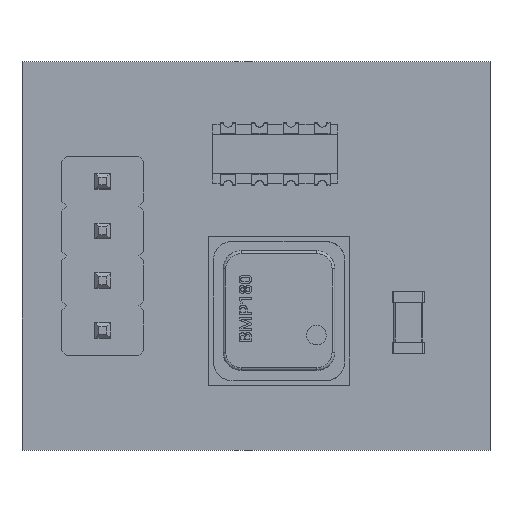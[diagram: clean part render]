
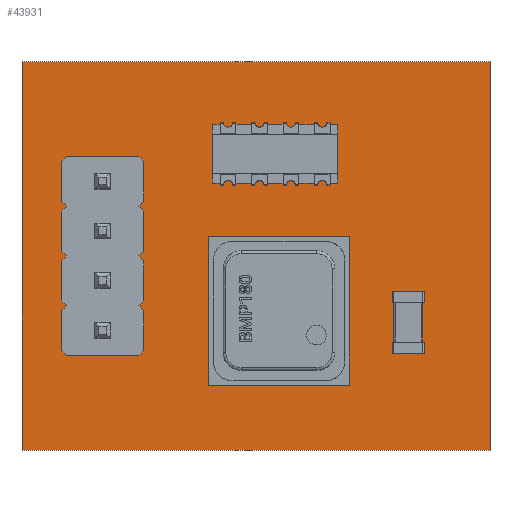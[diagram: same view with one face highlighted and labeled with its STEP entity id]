
A CAD part, top view. The second image highlights one B-rep face of the part: STEP entity #43931.
In plain terms, the highlighted planar face has unit normal (0, 0, 1).
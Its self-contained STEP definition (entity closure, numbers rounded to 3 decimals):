
#43520 = VERTEX_POINT('',#43521);
#43521 = CARTESIAN_POINT('',(18.542,-31.75,1.6));
#43528 = PLANE('',#43529);
#43529 = AXIS2_PLACEMENT_3D('',#43530,#43531,#43532);
#43530 = CARTESIAN_POINT('',(18.542,-31.75,0.));
#43531 = DIRECTION('',(1.,0.,-0.));
#43532 = DIRECTION('',(0.,-1.,0.));
#43540 = PLANE('',#43541);
#43541 = AXIS2_PLACEMENT_3D('',#43542,#43543,#43544);
#43542 = CARTESIAN_POINT('',(30.48,-31.75,0.));
#43543 = DIRECTION('',(0.,-1.,0.));
#43544 = DIRECTION('',(-1.,0.,0.));
#43552 = EDGE_CURVE('',#43520,#43553,#43555,.T.);
#43553 = VERTEX_POINT('',#43554);
#43554 = CARTESIAN_POINT('',(18.542,-41.656,1.6));
#43555 = SURFACE_CURVE('',#43556,(#43560,#43567),.PCURVE_S1.);
#43556 = LINE('',#43557,#43558);
#43557 = CARTESIAN_POINT('',(18.542,-31.75,1.6));
#43558 = VECTOR('',#43559,1.);
#43559 = DIRECTION('',(0.,-1.,0.));
#43560 = PCURVE('',#43528,#43561);
#43561 = DEFINITIONAL_REPRESENTATION('',(#43562),#43566);
#43562 = LINE('',#43563,#43564);
#43563 = CARTESIAN_POINT('',(0.,-1.6));
#43564 = VECTOR('',#43565,1.);
#43565 = DIRECTION('',(1.,0.));
#43566 = ( GEOMETRIC_REPRESENTATION_CONTEXT(2) 
PARAMETRIC_REPRESENTATION_CONTEXT() REPRESENTATION_CONTEXT('2D SPACE',''
  ) );
#43567 = PCURVE('',#43568,#43573);
#43568 = PLANE('',#43569);
#43569 = AXIS2_PLACEMENT_3D('',#43570,#43571,#43572);
#43570 = CARTESIAN_POINT('',(24.511,-36.703,1.6));
#43571 = DIRECTION('',(0.,0.,1.));
#43572 = DIRECTION('',(1.,0.,-0.));
#43573 = DEFINITIONAL_REPRESENTATION('',(#43574),#43578);
#43574 = LINE('',#43575,#43576);
#43575 = CARTESIAN_POINT('',(-5.969,4.953));
#43576 = VECTOR('',#43577,1.);
#43577 = DIRECTION('',(0.,-1.));
#43578 = ( GEOMETRIC_REPRESENTATION_CONTEXT(2) 
PARAMETRIC_REPRESENTATION_CONTEXT() REPRESENTATION_CONTEXT('2D SPACE',''
  ) );
#43596 = PLANE('',#43597);
#43597 = AXIS2_PLACEMENT_3D('',#43598,#43599,#43600);
#43598 = CARTESIAN_POINT('',(18.542,-41.656,0.));
#43599 = DIRECTION('',(0.,1.,0.));
#43600 = DIRECTION('',(1.,0.,0.));
#43640 = VERTEX_POINT('',#43641);
#43641 = CARTESIAN_POINT('',(30.48,-31.75,1.6));
#43655 = PLANE('',#43656);
#43656 = AXIS2_PLACEMENT_3D('',#43657,#43658,#43659);
#43657 = CARTESIAN_POINT('',(30.48,-41.656,0.));
#43658 = DIRECTION('',(-1.,0.,0.));
#43659 = DIRECTION('',(0.,1.,0.));
#43667 = EDGE_CURVE('',#43640,#43520,#43668,.T.);
#43668 = SURFACE_CURVE('',#43669,(#43673,#43680),.PCURVE_S1.);
#43669 = LINE('',#43670,#43671);
#43670 = CARTESIAN_POINT('',(30.48,-31.75,1.6));
#43671 = VECTOR('',#43672,1.);
#43672 = DIRECTION('',(-1.,0.,0.));
#43673 = PCURVE('',#43540,#43674);
#43674 = DEFINITIONAL_REPRESENTATION('',(#43675),#43679);
#43675 = LINE('',#43676,#43677);
#43676 = CARTESIAN_POINT('',(0.,-1.6));
#43677 = VECTOR('',#43678,1.);
#43678 = DIRECTION('',(1.,0.));
#43679 = ( GEOMETRIC_REPRESENTATION_CONTEXT(2) 
PARAMETRIC_REPRESENTATION_CONTEXT() REPRESENTATION_CONTEXT('2D SPACE',''
  ) );
#43680 = PCURVE('',#43568,#43681);
#43681 = DEFINITIONAL_REPRESENTATION('',(#43682),#43686);
#43682 = LINE('',#43683,#43684);
#43683 = CARTESIAN_POINT('',(5.969,4.953));
#43684 = VECTOR('',#43685,1.);
#43685 = DIRECTION('',(-1.,0.));
#43686 = ( GEOMETRIC_REPRESENTATION_CONTEXT(2) 
PARAMETRIC_REPRESENTATION_CONTEXT() REPRESENTATION_CONTEXT('2D SPACE',''
  ) );
#43714 = EDGE_CURVE('',#43553,#43715,#43717,.T.);
#43715 = VERTEX_POINT('',#43716);
#43716 = CARTESIAN_POINT('',(30.48,-41.656,1.6));
#43717 = SURFACE_CURVE('',#43718,(#43722,#43729),.PCURVE_S1.);
#43718 = LINE('',#43719,#43720);
#43719 = CARTESIAN_POINT('',(18.542,-41.656,1.6));
#43720 = VECTOR('',#43721,1.);
#43721 = DIRECTION('',(1.,0.,0.));
#43722 = PCURVE('',#43596,#43723);
#43723 = DEFINITIONAL_REPRESENTATION('',(#43724),#43728);
#43724 = LINE('',#43725,#43726);
#43725 = CARTESIAN_POINT('',(0.,-1.6));
#43726 = VECTOR('',#43727,1.);
#43727 = DIRECTION('',(1.,0.));
#43728 = ( GEOMETRIC_REPRESENTATION_CONTEXT(2) 
PARAMETRIC_REPRESENTATION_CONTEXT() REPRESENTATION_CONTEXT('2D SPACE',''
  ) );
#43729 = PCURVE('',#43568,#43730);
#43730 = DEFINITIONAL_REPRESENTATION('',(#43731),#43735);
#43731 = LINE('',#43732,#43733);
#43732 = CARTESIAN_POINT('',(-5.969,-4.953));
#43733 = VECTOR('',#43734,1.);
#43734 = DIRECTION('',(1.,0.));
#43735 = ( GEOMETRIC_REPRESENTATION_CONTEXT(2) 
PARAMETRIC_REPRESENTATION_CONTEXT() REPRESENTATION_CONTEXT('2D SPACE',''
  ) );
#43827 = CYLINDRICAL_SURFACE('',#43828,0.325);
#43828 = AXIS2_PLACEMENT_3D('',#43829,#43830,#43831);
#43829 = CARTESIAN_POINT('',(20.6,-38.61,-0.8));
#43830 = DIRECTION('',(0.,0.,1.));
#43831 = DIRECTION('',(1.,0.,-0.));
#43858 = CYLINDRICAL_SURFACE('',#43859,0.325);
#43859 = AXIS2_PLACEMENT_3D('',#43860,#43861,#43862);
#43860 = CARTESIAN_POINT('',(20.6,-37.34,-0.8));
#43861 = DIRECTION('',(0.,0.,1.));
#43862 = DIRECTION('',(1.,0.,-0.));
#43889 = CYLINDRICAL_SURFACE('',#43890,0.325);
#43890 = AXIS2_PLACEMENT_3D('',#43891,#43892,#43893);
#43891 = CARTESIAN_POINT('',(20.6,-36.07,-0.8));
#43892 = DIRECTION('',(0.,0.,1.));
#43893 = DIRECTION('',(1.,0.,-0.));
#43920 = CYLINDRICAL_SURFACE('',#43921,0.325);
#43921 = AXIS2_PLACEMENT_3D('',#43922,#43923,#43924);
#43922 = CARTESIAN_POINT('',(20.6,-34.8,-0.8));
#43923 = DIRECTION('',(0.,0.,1.));
#43924 = DIRECTION('',(1.,0.,-0.));
#43931 = ADVANCED_FACE('',(#43932,#43958,#43984,#44010,#44036),#43568,
  .T.);
#43932 = FACE_BOUND('',#43933,.T.);
#43933 = EDGE_LOOP('',(#43934,#43935,#43936,#43957));
#43934 = ORIENTED_EDGE('',*,*,#43552,.T.);
#43935 = ORIENTED_EDGE('',*,*,#43714,.T.);
#43936 = ORIENTED_EDGE('',*,*,#43937,.T.);
#43937 = EDGE_CURVE('',#43715,#43640,#43938,.T.);
#43938 = SURFACE_CURVE('',#43939,(#43943,#43950),.PCURVE_S1.);
#43939 = LINE('',#43940,#43941);
#43940 = CARTESIAN_POINT('',(30.48,-41.656,1.6));
#43941 = VECTOR('',#43942,1.);
#43942 = DIRECTION('',(0.,1.,0.));
#43943 = PCURVE('',#43568,#43944);
#43944 = DEFINITIONAL_REPRESENTATION('',(#43945),#43949);
#43945 = LINE('',#43946,#43947);
#43946 = CARTESIAN_POINT('',(5.969,-4.953));
#43947 = VECTOR('',#43948,1.);
#43948 = DIRECTION('',(0.,1.));
#43949 = ( GEOMETRIC_REPRESENTATION_CONTEXT(2) 
PARAMETRIC_REPRESENTATION_CONTEXT() REPRESENTATION_CONTEXT('2D SPACE',''
  ) );
#43950 = PCURVE('',#43655,#43951);
#43951 = DEFINITIONAL_REPRESENTATION('',(#43952),#43956);
#43952 = LINE('',#43953,#43954);
#43953 = CARTESIAN_POINT('',(0.,-1.6));
#43954 = VECTOR('',#43955,1.);
#43955 = DIRECTION('',(1.,0.));
#43956 = ( GEOMETRIC_REPRESENTATION_CONTEXT(2) 
PARAMETRIC_REPRESENTATION_CONTEXT() REPRESENTATION_CONTEXT('2D SPACE',''
  ) );
#43957 = ORIENTED_EDGE('',*,*,#43667,.T.);
#43958 = FACE_BOUND('',#43959,.T.);
#43959 = EDGE_LOOP('',(#43960));
#43960 = ORIENTED_EDGE('',*,*,#43961,.F.);
#43961 = EDGE_CURVE('',#43962,#43962,#43964,.T.);
#43962 = VERTEX_POINT('',#43963);
#43963 = CARTESIAN_POINT('',(20.925,-38.61,1.6));
#43964 = SURFACE_CURVE('',#43965,(#43970,#43977),.PCURVE_S1.);
#43965 = CIRCLE('',#43966,0.325);
#43966 = AXIS2_PLACEMENT_3D('',#43967,#43968,#43969);
#43967 = CARTESIAN_POINT('',(20.6,-38.61,1.6));
#43968 = DIRECTION('',(0.,0.,1.));
#43969 = DIRECTION('',(1.,0.,-0.));
#43970 = PCURVE('',#43568,#43971);
#43971 = DEFINITIONAL_REPRESENTATION('',(#43972),#43976);
#43972 = CIRCLE('',#43973,0.325);
#43973 = AXIS2_PLACEMENT_2D('',#43974,#43975);
#43974 = CARTESIAN_POINT('',(-3.911,-1.907));
#43975 = DIRECTION('',(1.,0.));
#43976 = ( GEOMETRIC_REPRESENTATION_CONTEXT(2) 
PARAMETRIC_REPRESENTATION_CONTEXT() REPRESENTATION_CONTEXT('2D SPACE',''
  ) );
#43977 = PCURVE('',#43827,#43978);
#43978 = DEFINITIONAL_REPRESENTATION('',(#43979),#43983);
#43979 = LINE('',#43980,#43981);
#43980 = CARTESIAN_POINT('',(0.,2.4));
#43981 = VECTOR('',#43982,1.);
#43982 = DIRECTION('',(1.,0.));
#43983 = ( GEOMETRIC_REPRESENTATION_CONTEXT(2) 
PARAMETRIC_REPRESENTATION_CONTEXT() REPRESENTATION_CONTEXT('2D SPACE',''
  ) );
#43984 = FACE_BOUND('',#43985,.T.);
#43985 = EDGE_LOOP('',(#43986));
#43986 = ORIENTED_EDGE('',*,*,#43987,.F.);
#43987 = EDGE_CURVE('',#43988,#43988,#43990,.T.);
#43988 = VERTEX_POINT('',#43989);
#43989 = CARTESIAN_POINT('',(20.925,-37.34,1.6));
#43990 = SURFACE_CURVE('',#43991,(#43996,#44003),.PCURVE_S1.);
#43991 = CIRCLE('',#43992,0.325);
#43992 = AXIS2_PLACEMENT_3D('',#43993,#43994,#43995);
#43993 = CARTESIAN_POINT('',(20.6,-37.34,1.6));
#43994 = DIRECTION('',(0.,0.,1.));
#43995 = DIRECTION('',(1.,0.,-0.));
#43996 = PCURVE('',#43568,#43997);
#43997 = DEFINITIONAL_REPRESENTATION('',(#43998),#44002);
#43998 = CIRCLE('',#43999,0.325);
#43999 = AXIS2_PLACEMENT_2D('',#44000,#44001);
#44000 = CARTESIAN_POINT('',(-3.911,-0.637));
#44001 = DIRECTION('',(1.,0.));
#44002 = ( GEOMETRIC_REPRESENTATION_CONTEXT(2) 
PARAMETRIC_REPRESENTATION_CONTEXT() REPRESENTATION_CONTEXT('2D SPACE',''
  ) );
#44003 = PCURVE('',#43858,#44004);
#44004 = DEFINITIONAL_REPRESENTATION('',(#44005),#44009);
#44005 = LINE('',#44006,#44007);
#44006 = CARTESIAN_POINT('',(0.,2.4));
#44007 = VECTOR('',#44008,1.);
#44008 = DIRECTION('',(1.,0.));
#44009 = ( GEOMETRIC_REPRESENTATION_CONTEXT(2) 
PARAMETRIC_REPRESENTATION_CONTEXT() REPRESENTATION_CONTEXT('2D SPACE',''
  ) );
#44010 = FACE_BOUND('',#44011,.T.);
#44011 = EDGE_LOOP('',(#44012));
#44012 = ORIENTED_EDGE('',*,*,#44013,.F.);
#44013 = EDGE_CURVE('',#44014,#44014,#44016,.T.);
#44014 = VERTEX_POINT('',#44015);
#44015 = CARTESIAN_POINT('',(20.925,-36.07,1.6));
#44016 = SURFACE_CURVE('',#44017,(#44022,#44029),.PCURVE_S1.);
#44017 = CIRCLE('',#44018,0.325);
#44018 = AXIS2_PLACEMENT_3D('',#44019,#44020,#44021);
#44019 = CARTESIAN_POINT('',(20.6,-36.07,1.6));
#44020 = DIRECTION('',(0.,0.,1.));
#44021 = DIRECTION('',(1.,0.,-0.));
#44022 = PCURVE('',#43568,#44023);
#44023 = DEFINITIONAL_REPRESENTATION('',(#44024),#44028);
#44024 = CIRCLE('',#44025,0.325);
#44025 = AXIS2_PLACEMENT_2D('',#44026,#44027);
#44026 = CARTESIAN_POINT('',(-3.911,0.633));
#44027 = DIRECTION('',(1.,0.));
#44028 = ( GEOMETRIC_REPRESENTATION_CONTEXT(2) 
PARAMETRIC_REPRESENTATION_CONTEXT() REPRESENTATION_CONTEXT('2D SPACE',''
  ) );
#44029 = PCURVE('',#43889,#44030);
#44030 = DEFINITIONAL_REPRESENTATION('',(#44031),#44035);
#44031 = LINE('',#44032,#44033);
#44032 = CARTESIAN_POINT('',(0.,2.4));
#44033 = VECTOR('',#44034,1.);
#44034 = DIRECTION('',(1.,0.));
#44035 = ( GEOMETRIC_REPRESENTATION_CONTEXT(2) 
PARAMETRIC_REPRESENTATION_CONTEXT() REPRESENTATION_CONTEXT('2D SPACE',''
  ) );
#44036 = FACE_BOUND('',#44037,.T.);
#44037 = EDGE_LOOP('',(#44038));
#44038 = ORIENTED_EDGE('',*,*,#44039,.F.);
#44039 = EDGE_CURVE('',#44040,#44040,#44042,.T.);
#44040 = VERTEX_POINT('',#44041);
#44041 = CARTESIAN_POINT('',(20.925,-34.8,1.6));
#44042 = SURFACE_CURVE('',#44043,(#44048,#44055),.PCURVE_S1.);
#44043 = CIRCLE('',#44044,0.325);
#44044 = AXIS2_PLACEMENT_3D('',#44045,#44046,#44047);
#44045 = CARTESIAN_POINT('',(20.6,-34.8,1.6));
#44046 = DIRECTION('',(0.,0.,1.));
#44047 = DIRECTION('',(1.,0.,-0.));
#44048 = PCURVE('',#43568,#44049);
#44049 = DEFINITIONAL_REPRESENTATION('',(#44050),#44054);
#44050 = CIRCLE('',#44051,0.325);
#44051 = AXIS2_PLACEMENT_2D('',#44052,#44053);
#44052 = CARTESIAN_POINT('',(-3.911,1.903));
#44053 = DIRECTION('',(1.,0.));
#44054 = ( GEOMETRIC_REPRESENTATION_CONTEXT(2) 
PARAMETRIC_REPRESENTATION_CONTEXT() REPRESENTATION_CONTEXT('2D SPACE',''
  ) );
#44055 = PCURVE('',#43920,#44056);
#44056 = DEFINITIONAL_REPRESENTATION('',(#44057),#44061);
#44057 = LINE('',#44058,#44059);
#44058 = CARTESIAN_POINT('',(0.,2.4));
#44059 = VECTOR('',#44060,1.);
#44060 = DIRECTION('',(1.,0.));
#44061 = ( GEOMETRIC_REPRESENTATION_CONTEXT(2) 
PARAMETRIC_REPRESENTATION_CONTEXT() REPRESENTATION_CONTEXT('2D SPACE',''
  ) );
